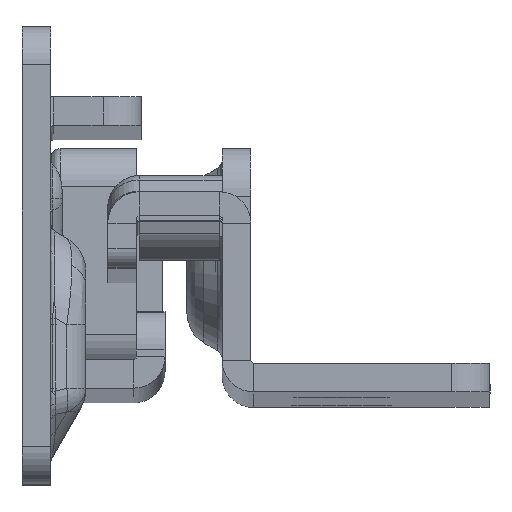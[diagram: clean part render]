
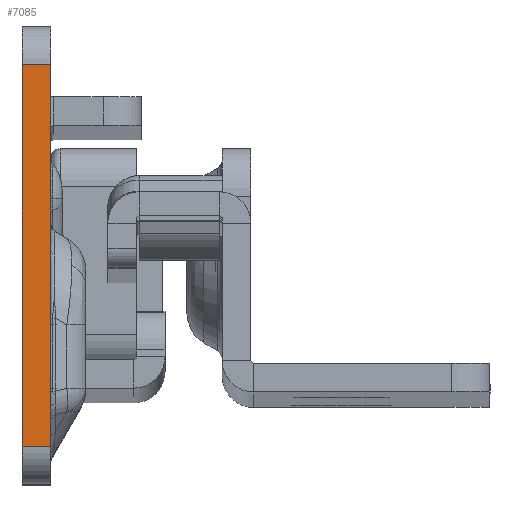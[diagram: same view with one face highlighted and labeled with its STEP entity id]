
A CAD part, top view. The second image highlights one B-rep face of the part: STEP entity #7085.
In plain terms, the highlighted planar face has unit normal (0, 0, 1).
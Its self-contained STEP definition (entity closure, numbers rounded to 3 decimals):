
#247 = VECTOR ( 'NONE', #16065, 1000. ) ;
#841 = DIRECTION ( 'NONE',  ( 0., -1., 0. ) ) ;
#1408 = VECTOR ( 'NONE', #14441, 1000. ) ;
#1565 = VERTEX_POINT ( 'NONE', #17643 ) ;
#1706 = VECTOR ( 'NONE', #15678, 1000. ) ;
#1729 = CARTESIAN_POINT ( 'NONE',  ( -3., -29.094, 0. ) ) ;
#1817 = DIRECTION ( 'NONE',  ( 1., 0., 0. ) ) ;
#2274 = LINE ( 'NONE', #14246, #3918 ) ;
#2810 = ORIENTED_EDGE ( 'NONE', *, *, #15493, .F. ) ;
#3407 = EDGE_CURVE ( 'NONE', #13283, #1565, #10137, .T. ) ;
#3918 = VECTOR ( 'NONE', #841, 1000. ) ;
#4636 = EDGE_CURVE ( 'NONE', #13283, #13846, #2274, .T. ) ;
#7085 = ADVANCED_FACE ( 'NONE', ( #8676 ), #10125, .T. ) ;
#7170 = DIRECTION ( 'NONE',  ( 0., 0., 1. ) ) ;
#7862 = CARTESIAN_POINT ( 'NONE',  ( -3., -21.7, 0. ) ) ;
#8446 = CARTESIAN_POINT ( 'NONE',  ( -3., 18.3, 0. ) ) ;
#8676 = FACE_OUTER_BOUND ( 'NONE', #9378, .T. ) ;
#8873 = CARTESIAN_POINT ( 'NONE',  ( -3., 18.3, 0. ) ) ;
#9096 = ORIENTED_EDGE ( 'NONE', *, *, #12392, .T. ) ;
#9378 = EDGE_LOOP ( 'NONE', ( #2810, #9524, #10644, #9096 ) ) ;
#9524 = ORIENTED_EDGE ( 'NONE', *, *, #3407, .F. ) ;
#10125 = PLANE ( 'NONE',  #14390 ) ;
#10137 = LINE ( 'NONE', #8873, #1706 ) ;
#10644 = ORIENTED_EDGE ( 'NONE', *, *, #4636, .T. ) ;
#10683 = CARTESIAN_POINT ( 'NONE',  ( -142.194, -21.7, 0. ) ) ;
#11851 = LINE ( 'NONE', #10683, #247 ) ;
#12392 = EDGE_CURVE ( 'NONE', #13846, #13737, #11851, .T. ) ;
#13003 = CARTESIAN_POINT ( 'NONE',  ( 0., -29.094, 0. ) ) ;
#13283 = VERTEX_POINT ( 'NONE', #8446 ) ;
#13737 = VERTEX_POINT ( 'NONE', #15507 ) ;
#13846 = VERTEX_POINT ( 'NONE', #7862 ) ;
#14246 = CARTESIAN_POINT ( 'NONE',  ( -3., -29.094, 0. ) ) ;
#14390 = AXIS2_PLACEMENT_3D ( 'NONE', #1729, #7170, #1817 ) ;
#14441 = DIRECTION ( 'NONE',  ( 0., -1., 0. ) ) ;
#15493 = EDGE_CURVE ( 'NONE', #1565, #13737, #16050, .T. ) ;
#15507 = CARTESIAN_POINT ( 'NONE',  ( 0., -21.7, 0. ) ) ;
#15678 = DIRECTION ( 'NONE',  ( 1., 0., 0. ) ) ;
#16050 = LINE ( 'NONE', #13003, #1408 ) ;
#16065 = DIRECTION ( 'NONE',  ( 1., 0., 0. ) ) ;
#17643 = CARTESIAN_POINT ( 'NONE',  ( 0., 18.3, 0. ) ) ;
